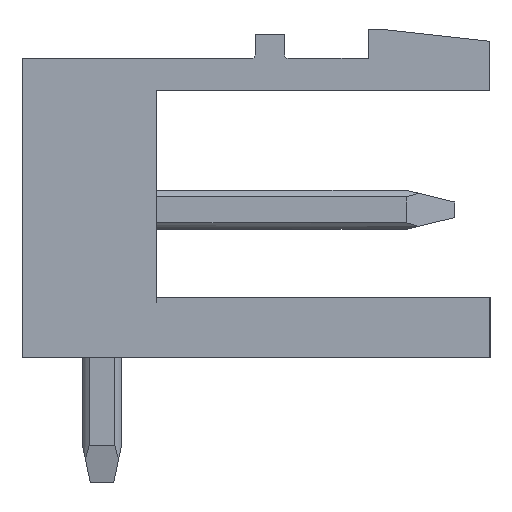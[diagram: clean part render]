
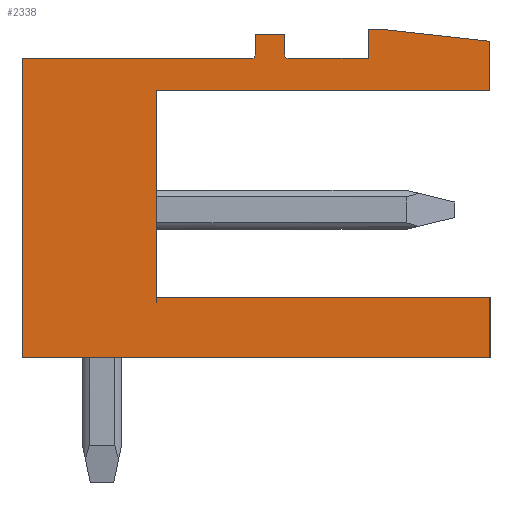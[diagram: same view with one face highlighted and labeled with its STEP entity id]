
A CAD part, left-side view. The second image highlights one B-rep face of the part: STEP entity #2338.
In plain terms, the highlighted planar face has unit normal (-1, 0, 0).
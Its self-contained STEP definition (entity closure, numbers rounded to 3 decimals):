
#524=AXIS2_PLACEMENT_3D('Circle Axis2P3D',#522,#523,$) ;
#655=AXIS2_PLACEMENT_3D('Circle Axis2P3D',#653,#654,$) ;
#2279=AXIS2_PLACEMENT_3D('Plane Axis2P3D',#2276,#2277,#2278) ;
#49=CARTESIAN_POINT('Vertex',(0.,2.8,11.63)) ;
#52=CARTESIAN_POINT('Line Origine',(0.,1.4,11.475)) ;
#56=CARTESIAN_POINT('Vertex',(0.,0.,11.32)) ;
#87=CARTESIAN_POINT('Vertex',(0.,3.12,11.63)) ;
#90=CARTESIAN_POINT('Line Origine',(0.,2.96,11.63)) ;
#440=CARTESIAN_POINT('Vertex',(0.,3.12,10.88)) ;
#443=CARTESIAN_POINT('Line Origine',(0.,3.12,11.255)) ;
#519=CARTESIAN_POINT('Vertex',(0.,5.27,10.98)) ;
#522=CARTESIAN_POINT('Axis2P3D Location',(0.,5.17,10.98)) ;
#526=CARTESIAN_POINT('Vertex',(0.,5.17,10.88)) ;
#557=CARTESIAN_POINT('Vertex',(0.,5.27,11.5)) ;
#560=CARTESIAN_POINT('Line Origine',(0.,5.27,11.24)) ;
#588=CARTESIAN_POINT('Vertex',(0.,6.02,11.5)) ;
#591=CARTESIAN_POINT('Line Origine',(0.,5.645,11.5)) ;
#619=CARTESIAN_POINT('Vertex',(0.,6.02,10.98)) ;
#622=CARTESIAN_POINT('Line Origine',(0.,6.02,11.24)) ;
#650=CARTESIAN_POINT('Vertex',(0.,6.12,10.88)) ;
#653=CARTESIAN_POINT('Axis2P3D Location',(0.,6.12,10.98)) ;
#681=CARTESIAN_POINT('Vertex',(0.,12.,10.88)) ;
#684=CARTESIAN_POINT('Line Origine',(0.,9.06,10.88)) ;
#712=CARTESIAN_POINT('Vertex',(0.,12.,3.2)) ;
#715=CARTESIAN_POINT('Line Origine',(0.,12.,7.04)) ;
#743=CARTESIAN_POINT('Vertex',(0.,0.,3.2)) ;
#746=CARTESIAN_POINT('Line Origine',(0.,6.,3.2)) ;
#2276=CARTESIAN_POINT('Axis2P3D Location',(0.,0.,0.)) ;
#2281=CARTESIAN_POINT('Line Origine',(0.,8.55,7.4)) ;
#2285=CARTESIAN_POINT('Vertex',(0.,8.55,4.74)) ;
#2287=CARTESIAN_POINT('Vertex',(0.,8.55,10.06)) ;
#2290=CARTESIAN_POINT('Line Origine',(0.,4.275,10.06)) ;
#2294=CARTESIAN_POINT('Vertex',(0.,0.,10.06)) ;
#2297=CARTESIAN_POINT('Line Origine',(0.,0.,10.69)) ;
#2302=CARTESIAN_POINT('Line Origine',(0.,4.145,10.88)) ;
#2307=CARTESIAN_POINT('Line Origine',(0.,0.,3.97)) ;
#2311=CARTESIAN_POINT('Vertex',(0.,0.,4.74)) ;
#2314=CARTESIAN_POINT('Line Origine',(0.,4.275,4.74)) ;
#53=DIRECTION('Vector Direction',(0.,0.994,0.11)) ;
#91=DIRECTION('Vector Direction',(0.,-1.,0.)) ;
#444=DIRECTION('Vector Direction',(0.,0.,-1.)) ;
#523=DIRECTION('Axis2P3D Direction',(-1.,0.,0.)) ;
#561=DIRECTION('Vector Direction',(0.,0.,-1.)) ;
#592=DIRECTION('Vector Direction',(0.,1.,0.)) ;
#623=DIRECTION('Vector Direction',(0.,0.,-1.)) ;
#654=DIRECTION('Axis2P3D Direction',(-1.,0.,0.)) ;
#685=DIRECTION('Vector Direction',(0.,1.,0.)) ;
#716=DIRECTION('Vector Direction',(0.,0.,-1.)) ;
#747=DIRECTION('Vector Direction',(0.,1.,0.)) ;
#2277=DIRECTION('Axis2P3D Direction',(-1.,0.,0.)) ;
#2278=DIRECTION('Axis2P3D XDirection',(0.,-1.,0.)) ;
#2282=DIRECTION('Vector Direction',(0.,0.,-1.)) ;
#2291=DIRECTION('Vector Direction',(0.,1.,0.)) ;
#2298=DIRECTION('Vector Direction',(0.,0.,1.)) ;
#2303=DIRECTION('Vector Direction',(0.,1.,0.)) ;
#2308=DIRECTION('Vector Direction',(0.,0.,-1.)) ;
#2315=DIRECTION('Vector Direction',(0.,-1.,0.)) ;
#54=VECTOR('Line Direction',#53,1.) ;
#92=VECTOR('Line Direction',#91,1.) ;
#445=VECTOR('Line Direction',#444,1.) ;
#562=VECTOR('Line Direction',#561,1.) ;
#593=VECTOR('Line Direction',#592,1.) ;
#624=VECTOR('Line Direction',#623,1.) ;
#686=VECTOR('Line Direction',#685,1.) ;
#717=VECTOR('Line Direction',#716,1.) ;
#748=VECTOR('Line Direction',#747,1.) ;
#2283=VECTOR('Line Direction',#2282,1.) ;
#2292=VECTOR('Line Direction',#2291,1.) ;
#2299=VECTOR('Line Direction',#2298,1.) ;
#2304=VECTOR('Line Direction',#2303,1.) ;
#2309=VECTOR('Line Direction',#2308,1.) ;
#2316=VECTOR('Line Direction',#2315,1.) ;
#2320=ORIENTED_EDGE('',*,*,#2289,.T.) ;
#2321=ORIENTED_EDGE('',*,*,#2296,.T.) ;
#2322=ORIENTED_EDGE('',*,*,#2301,.T.) ;
#2323=ORIENTED_EDGE('',*,*,#58,.T.) ;
#2324=ORIENTED_EDGE('',*,*,#94,.T.) ;
#2325=ORIENTED_EDGE('',*,*,#447,.T.) ;
#2326=ORIENTED_EDGE('',*,*,#2306,.T.) ;
#2327=ORIENTED_EDGE('',*,*,#528,.T.) ;
#2328=ORIENTED_EDGE('',*,*,#564,.T.) ;
#2329=ORIENTED_EDGE('',*,*,#595,.T.) ;
#2330=ORIENTED_EDGE('',*,*,#626,.T.) ;
#2331=ORIENTED_EDGE('',*,*,#657,.T.) ;
#2332=ORIENTED_EDGE('',*,*,#688,.T.) ;
#2333=ORIENTED_EDGE('',*,*,#719,.T.) ;
#2334=ORIENTED_EDGE('',*,*,#750,.T.) ;
#2335=ORIENTED_EDGE('',*,*,#2313,.T.) ;
#2336=ORIENTED_EDGE('',*,*,#2318,.T.) ;
#2338=ADVANCED_FACE('Housing',(#2337),#2280,.T.) ;
#525=CIRCLE('generated circle',#524,0.1) ;
#656=CIRCLE('generated circle',#655,0.1) ;
#58=EDGE_CURVE('',#57,#50,#55,.T.) ;
#94=EDGE_CURVE('',#50,#88,#93,.F.) ;
#447=EDGE_CURVE('',#88,#441,#446,.T.) ;
#528=EDGE_CURVE('',#527,#520,#525,.F.) ;
#564=EDGE_CURVE('',#520,#558,#563,.F.) ;
#595=EDGE_CURVE('',#558,#589,#594,.T.) ;
#626=EDGE_CURVE('',#589,#620,#625,.T.) ;
#657=EDGE_CURVE('',#620,#651,#656,.F.) ;
#688=EDGE_CURVE('',#651,#682,#687,.T.) ;
#719=EDGE_CURVE('',#682,#713,#718,.T.) ;
#750=EDGE_CURVE('',#713,#744,#749,.F.) ;
#2289=EDGE_CURVE('',#2286,#2288,#2284,.F.) ;
#2296=EDGE_CURVE('',#2288,#2295,#2293,.F.) ;
#2301=EDGE_CURVE('',#2295,#57,#2300,.T.) ;
#2306=EDGE_CURVE('',#441,#527,#2305,.T.) ;
#2313=EDGE_CURVE('',#744,#2312,#2310,.F.) ;
#2318=EDGE_CURVE('',#2312,#2286,#2317,.F.) ;
#2319=EDGE_LOOP('',(#2320,#2321,#2322,#2323,#2324,#2325,#2326,#2327,#2328,#2329,#2330,#2331,#2332,#2333,#2334,#2335,#2336)) ;
#2337=FACE_OUTER_BOUND('',#2319,.T.) ;
#55=LINE('Line',#52,#54) ;
#93=LINE('Line',#90,#92) ;
#446=LINE('Line',#443,#445) ;
#563=LINE('Line',#560,#562) ;
#594=LINE('Line',#591,#593) ;
#625=LINE('Line',#622,#624) ;
#687=LINE('Line',#684,#686) ;
#718=LINE('Line',#715,#717) ;
#749=LINE('Line',#746,#748) ;
#2284=LINE('Line',#2281,#2283) ;
#2293=LINE('Line',#2290,#2292) ;
#2300=LINE('Line',#2297,#2299) ;
#2305=LINE('Line',#2302,#2304) ;
#2310=LINE('Line',#2307,#2309) ;
#2317=LINE('Line',#2314,#2316) ;
#2280=PLANE('',#2279) ;
#50=VERTEX_POINT('',#49) ;
#57=VERTEX_POINT('',#56) ;
#88=VERTEX_POINT('',#87) ;
#441=VERTEX_POINT('',#440) ;
#520=VERTEX_POINT('',#519) ;
#527=VERTEX_POINT('',#526) ;
#558=VERTEX_POINT('',#557) ;
#589=VERTEX_POINT('',#588) ;
#620=VERTEX_POINT('',#619) ;
#651=VERTEX_POINT('',#650) ;
#682=VERTEX_POINT('',#681) ;
#713=VERTEX_POINT('',#712) ;
#744=VERTEX_POINT('',#743) ;
#2286=VERTEX_POINT('',#2285) ;
#2288=VERTEX_POINT('',#2287) ;
#2295=VERTEX_POINT('',#2294) ;
#2312=VERTEX_POINT('',#2311) ;
